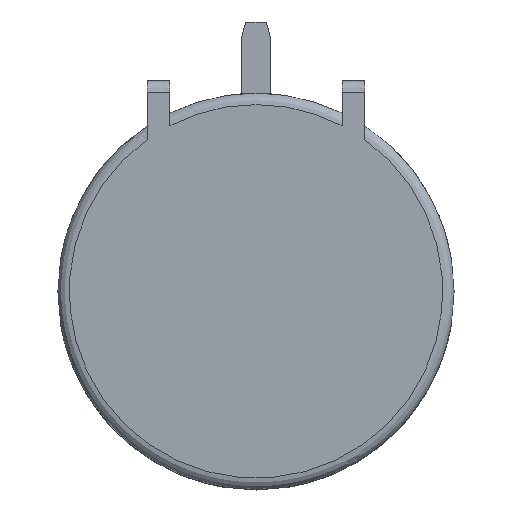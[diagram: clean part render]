
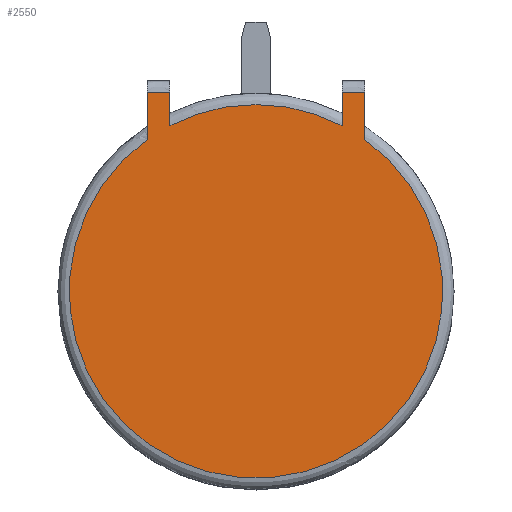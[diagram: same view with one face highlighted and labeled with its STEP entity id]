
A CAD part, top view. The second image highlights one B-rep face of the part: STEP entity #2550.
In plain terms, the highlighted free-form (B-spline) face has degree [1, 1] with [2, 2] control points.
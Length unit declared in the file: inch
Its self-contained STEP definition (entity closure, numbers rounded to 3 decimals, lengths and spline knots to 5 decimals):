
#608=DIRECTION('',(-1.,0.,0.));
#609=VECTOR('',#608,0.05);
#610=CARTESIAN_POINT('',(0.24,0.44,0.722));
#611=LINE('',#610,#609);
#625=DIRECTION('',(0.,-1.,0.));
#626=VECTOR('',#625,0.10451);
#627=CARTESIAN_POINT('',(0.24,0.44,0.722));
#628=LINE('',#627,#626);
#629=DIRECTION('',(0.,1.,0.));
#630=VECTOR('',#629,0.10451);
#631=CARTESIAN_POINT('',(-0.24,0.33549,0.722));
#632=LINE('',#631,#630);
#633=DIRECTION('',(0.,-1.,0.));
#634=VECTOR('',#633,0.07386);
#635=CARTESIAN_POINT('',(-0.19,0.44,0.722));
#636=LINE('',#635,#634);
#637=DIRECTION('',(0.,1.,0.));
#638=VECTOR('',#637,0.07386);
#639=CARTESIAN_POINT('',(0.19,0.36614,0.722));
#640=LINE('',#639,#638);
#661=CARTESIAN_POINT('',(-0.24,0.33549,0.722));
#663=CARTESIAN_POINT('',(0.,0.,0.722));
#664=DIRECTION('',(0.,0.,1.));
#665=DIRECTION('',(-0.582,0.813,0.));
#666=AXIS2_PLACEMENT_3D('',#663,#664,#665);
#668=CARTESIAN_POINT('',(0.24,0.33549,0.722));
#693=CARTESIAN_POINT('',(0.19,0.36614,0.722));
#695=CARTESIAN_POINT('',(0.,0.,0.722));
#696=DIRECTION('',(0.,0.,1.));
#697=DIRECTION('',(0.461,0.888,0.));
#698=AXIS2_PLACEMENT_3D('',#695,#696,#697);
#700=CARTESIAN_POINT('',(-0.19,0.36614,0.722));
#729=DIRECTION('',(-1.,0.,0.));
#730=VECTOR('',#729,0.05);
#731=CARTESIAN_POINT('',(-0.19,0.44,0.722));
#732=LINE('',#731,#730);
#946=VERTEX_POINT('',#668);
#947=VERTEX_POINT('',#693);
#948=VERTEX_POINT('',#700);
#949=VERTEX_POINT('',#661);
#954=CARTESIAN_POINT('',(0.24,0.44,0.722));
#955=VERTEX_POINT('',#954);
#956=CARTESIAN_POINT('',(0.19,0.44,0.722));
#957=VERTEX_POINT('',#956);
#962=CARTESIAN_POINT('',(-0.19,0.44,0.722));
#963=VERTEX_POINT('',#962);
#964=CARTESIAN_POINT('',(-0.24,0.44,0.722));
#965=VERTEX_POINT('',#964);
#2530=CARTESIAN_POINT('',(-0.429,-0.42955,0.722));
#2531=CARTESIAN_POINT('',(-0.429,0.45705,0.722));
#2532=CARTESIAN_POINT('',(0.429,-0.42955,0.722));
#2533=CARTESIAN_POINT('',(0.429,0.45705,0.722));
#2534=B_SPLINE_SURFACE_WITH_KNOTS('',1,1,((#2530,#2531),(#2532,#2533)),
.UNSPECIFIED.,.F.,.F.,.F.,(2,2),(2,2),(-0.429,0.429),(
-0.42955,0.45705),.UNSPECIFIED.);
#2535=ORIENTED_EDGE('',*,*,#2473,.F.);
#2536=ORIENTED_EDGE('',*,*,#2441,.T.);
#2538=ORIENTED_EDGE('',*,*,#2537,.F.);
#2540=ORIENTED_EDGE('',*,*,#2539,.T.);
#2542=ORIENTED_EDGE('',*,*,#2541,.F.);
#2544=ORIENTED_EDGE('',*,*,#2543,.T.);
#2546=ORIENTED_EDGE('',*,*,#2545,.F.);
#2547=ORIENTED_EDGE('',*,*,#2513,.T.);
#2548=EDGE_LOOP('',(#2535,#2536,#2538,#2540,#2542,#2544,#2546,#2547));
#2549=FACE_OUTER_BOUND('',#2548,.F.);
#2550=ADVANCED_FACE('',(#2549),#2534,.T.);
#667=CIRCLE('',#666,0.4125);
#699=CIRCLE('',#698,0.4125);
#2441=EDGE_CURVE('',#955,#946,#628,.T.);
#2473=EDGE_CURVE('',#955,#957,#611,.T.);
#2513=EDGE_CURVE('',#947,#957,#640,.T.);
#2537=EDGE_CURVE('',#949,#946,#667,.T.);
#2539=EDGE_CURVE('',#949,#965,#632,.T.);
#2541=EDGE_CURVE('',#963,#965,#732,.T.);
#2543=EDGE_CURVE('',#963,#948,#636,.T.);
#2545=EDGE_CURVE('',#947,#948,#699,.T.);
